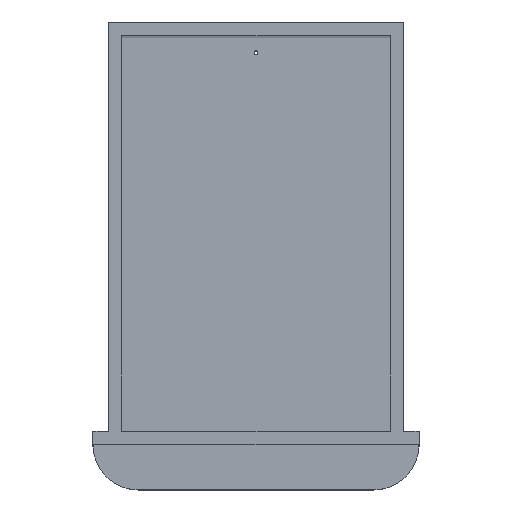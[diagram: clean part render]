
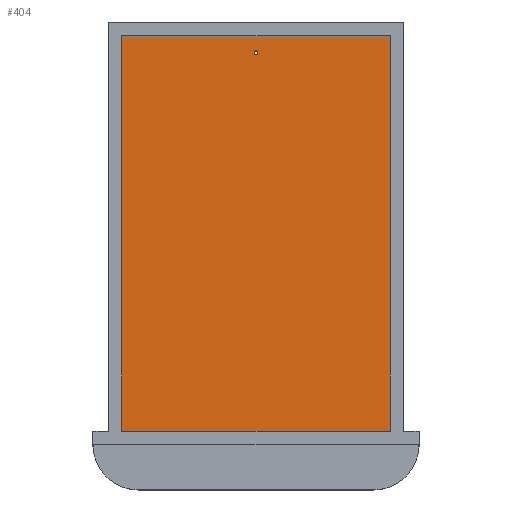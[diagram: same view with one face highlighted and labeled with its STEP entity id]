
A CAD part, top view. The second image highlights one B-rep face of the part: STEP entity #404.
In plain terms, the highlighted planar face has unit normal (0, 0, 1).
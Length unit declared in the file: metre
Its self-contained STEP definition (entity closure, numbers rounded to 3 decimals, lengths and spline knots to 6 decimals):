
#19=CIRCLE('',#444,0.00125);
#79=ORIENTED_EDGE('',*,*,#170,.F.);
#80=ORIENTED_EDGE('',*,*,#147,.T.);
#81=ORIENTED_EDGE('',*,*,#151,.T.);
#82=ORIENTED_EDGE('',*,*,#156,.F.);
#83=ORIENTED_EDGE('',*,*,#158,.F.);
#147=EDGE_CURVE('',#199,#200,#236,.T.);
#151=EDGE_CURVE('',#200,#203,#240,.T.);
#156=EDGE_CURVE('',#207,#203,#244,.T.);
#158=EDGE_CURVE('',#199,#207,#246,.T.);
#170=EDGE_CURVE('',#215,#215,#19,.T.);
#199=VERTEX_POINT('',#605);
#200=VERTEX_POINT('',#606);
#203=VERTEX_POINT('',#614);
#207=VERTEX_POINT('',#623);
#215=VERTEX_POINT('',#651);
#236=LINE('',#604,#282);
#240=LINE('',#613,#286);
#244=LINE('',#624,#290);
#246=LINE('',#627,#292);
#282=VECTOR('',#488,1.);
#286=VECTOR('',#494,1.);
#290=VECTOR('',#502,1.);
#292=VECTOR('',#506,1.);
#329=EDGE_LOOP('',(#79));
#330=EDGE_LOOP('',(#80,#81,#82,#83));
#359=FACE_BOUND('',#329,.T.);
#360=FACE_BOUND('',#330,.T.);
#385=PLANE('',#443);
#404=ADVANCED_FACE('',(#359,#360),#385,.T.);
#443=AXIS2_PLACEMENT_3D('',#649,#525,#526);
#444=AXIS2_PLACEMENT_3D('',#650,#527,#528);
#488=DIRECTION('',(1.,0.,0.));
#494=DIRECTION('',(0.,1.,0.));
#502=DIRECTION('',(1.,0.,0.));
#506=DIRECTION('',(0.,1.,0.));
#525=DIRECTION('',(0.,0.,1.));
#526=DIRECTION('',(1.,0.,0.));
#527=DIRECTION('',(0.,0.,1.));
#528=DIRECTION('',(1.,0.,0.));
#604=CARTESIAN_POINT('',(0.098,0.009,0.009));
#605=CARTESIAN_POINT('',(0.009,0.009,0.009));
#606=CARTESIAN_POINT('',(0.187,0.009,0.009));
#613=CARTESIAN_POINT('',(0.187,0.14,0.009));
#614=CARTESIAN_POINT('',(0.187,0.271,0.009));
#623=CARTESIAN_POINT('',(0.009,0.271,0.009));
#624=CARTESIAN_POINT('',(0.098,0.271,0.009));
#627=CARTESIAN_POINT('',(0.009,0.14,0.009));
#649=CARTESIAN_POINT('',(0.098,0.14,0.009));
#650=CARTESIAN_POINT('',(0.098,0.261,0.009));
#651=CARTESIAN_POINT('',(0.09925,0.261,0.009));
